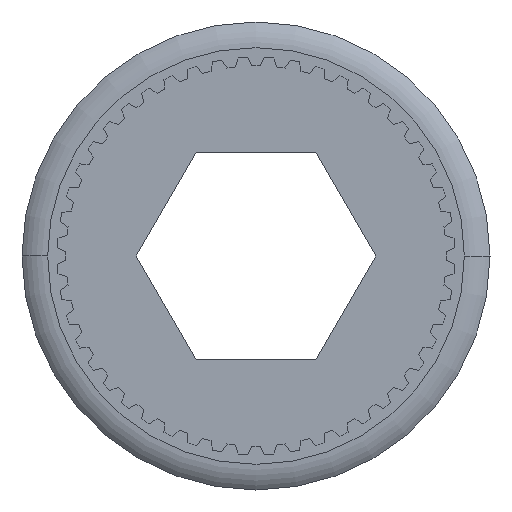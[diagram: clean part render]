
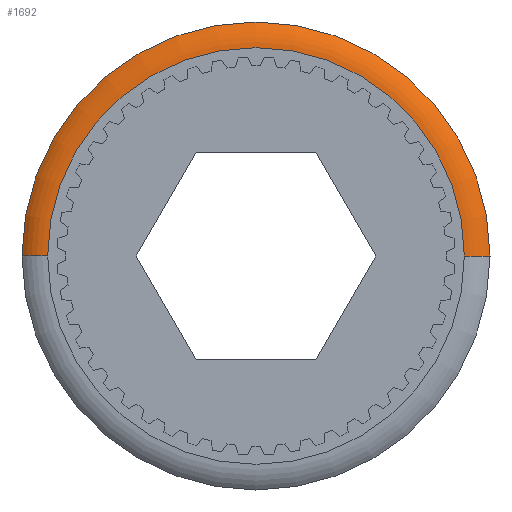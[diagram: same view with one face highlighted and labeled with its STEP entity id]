
A CAD part, left-side view. The second image highlights one B-rep face of the part: STEP entity #1692.
In plain terms, the highlighted toroidal (fillet/blend) face has major radius 16.072 mm and minor radius 2.913 mm.
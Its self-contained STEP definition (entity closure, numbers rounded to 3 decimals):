
#91 = EDGE_CURVE ( 'NONE', #351, #831, #2842, .T. ) ;
#261 = DIRECTION ( 'NONE',  ( -1., 0., 0. ) ) ;
#305 = VERTEX_POINT ( 'NONE', #3603 ) ;
#351 = VERTEX_POINT ( 'NONE', #1911 ) ;
#403 = DIRECTION ( 'NONE',  ( 0., -1., 0. ) ) ;
#415 = DIRECTION ( 'NONE',  ( 0., 0., 1. ) ) ;
#550 = DIRECTION ( 'NONE',  ( 0., 0., -1. ) ) ;
#831 = VERTEX_POINT ( 'NONE', #990 ) ;
#990 = CARTESIAN_POINT ( 'NONE',  ( 9.15, -16.072, 0. ) ) ;
#1390 = ORIENTED_EDGE ( 'NONE', *, *, #5462, .F. ) ;
#1591 = FACE_OUTER_BOUND ( 'NONE', #6434, .T. ) ;
#1629 = DIRECTION ( 'NONE',  ( 0., -1., 0. ) ) ;
#1692 = ADVANCED_FACE ( 'NONE', ( #1591 ), #1912, .T. ) ;
#1764 = AXIS2_PLACEMENT_3D ( 'NONE', #2327, #5545, #1919 ) ;
#1911 = CARTESIAN_POINT ( 'NONE',  ( 9.925, -18.05, 0. ) ) ;
#1912 = TOROIDAL_SURFACE ( 'NONE', #3784, 16.072, 2.913 ) ;
#1919 = DIRECTION ( 'NONE',  ( 0., -1., 0. ) ) ;
#2006 = CARTESIAN_POINT ( 'NONE',  ( 12.063, 16.072, 0. ) ) ;
#2311 = EDGE_CURVE ( 'NONE', #351, #3838, #6586, .T. ) ;
#2327 = CARTESIAN_POINT ( 'NONE',  ( 9.15, 0., 0. ) ) ;
#2738 = EDGE_CURVE ( 'NONE', #3838, #305, #5586, .T. ) ;
#2842 = CIRCLE ( 'NONE', #6702, 2.913 ) ;
#3603 = CARTESIAN_POINT ( 'NONE',  ( 9.15, 16.072, 0. ) ) ;
#3728 = AXIS2_PLACEMENT_3D ( 'NONE', #6020, #261, #403 ) ;
#3784 = AXIS2_PLACEMENT_3D ( 'NONE', #4769, #6446, #1629 ) ;
#3838 = VERTEX_POINT ( 'NONE', #4613 ) ;
#4409 = CIRCLE ( 'NONE', #1764, 16.072 ) ;
#4613 = CARTESIAN_POINT ( 'NONE',  ( 9.925, 18.05, 0. ) ) ;
#4769 = CARTESIAN_POINT ( 'NONE',  ( 12.063, 0., 0. ) ) ;
#4844 = ORIENTED_EDGE ( 'NONE', *, *, #2738, .T. ) ;
#4853 = ORIENTED_EDGE ( 'NONE', *, *, #2311, .T. ) ;
#4926 = AXIS2_PLACEMENT_3D ( 'NONE', #2006, #415, #6804 ) ;
#5462 = EDGE_CURVE ( 'NONE', #831, #305, #4409, .T. ) ;
#5545 = DIRECTION ( 'NONE',  ( -1., 0., 0. ) ) ;
#5586 = CIRCLE ( 'NONE', #4926, 2.913 ) ;
#5728 = DIRECTION ( 'NONE',  ( -1., 0., 0. ) ) ;
#5876 = ORIENTED_EDGE ( 'NONE', *, *, #91, .F. ) ;
#6020 = CARTESIAN_POINT ( 'NONE',  ( 9.925, 0., 0. ) ) ;
#6383 = CARTESIAN_POINT ( 'NONE',  ( 12.063, -16.072, 0. ) ) ;
#6434 = EDGE_LOOP ( 'NONE', ( #4853, #4844, #1390, #5876 ) ) ;
#6446 = DIRECTION ( 'NONE',  ( -1., 0., 0. ) ) ;
#6586 = CIRCLE ( 'NONE', #3728, 18.05 ) ;
#6702 = AXIS2_PLACEMENT_3D ( 'NONE', #6383, #550, #5728 ) ;
#6804 = DIRECTION ( 'NONE',  ( 0., -1., 0. ) ) ;
